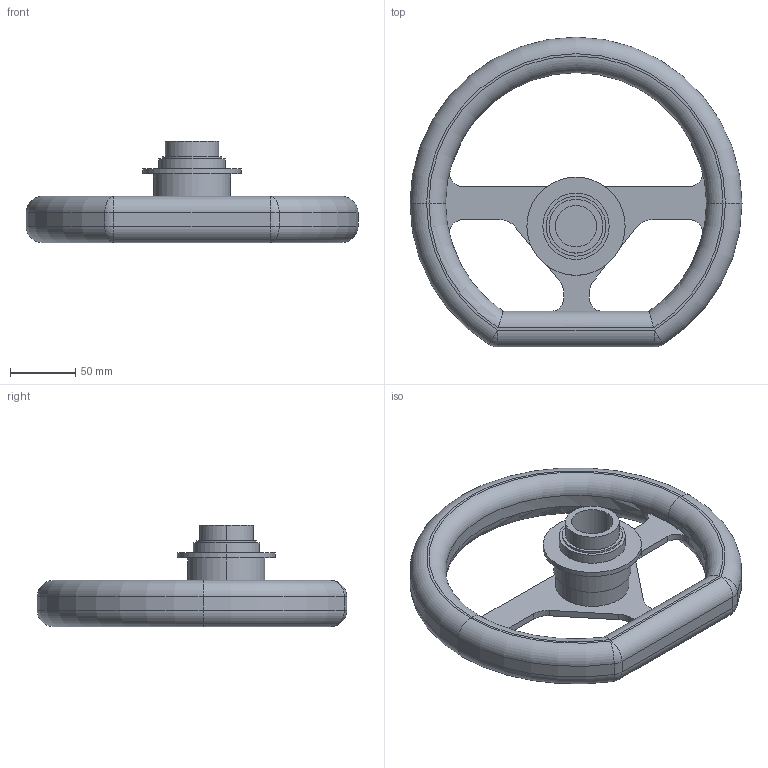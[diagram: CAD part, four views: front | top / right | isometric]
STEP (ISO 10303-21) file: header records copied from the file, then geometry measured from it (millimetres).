
FILE_DESCRIPTION (( 'STEP AP203' ), '1' );
FILE_NAME ('Steering_wheel_Default_sldprt.STEP', '2022-10-03T14:25:30', ( '' ), ( '' ), 'SwSTEP 2.0', 'SolidWorks 2021', '' );
FILE_SCHEMA (( 'CONFIG_CONTROL_DESIGN' ));
Length unit declared in the file: inch
Products named in the file (1): Steering_wheel_Default_sldprt
Bounding box: 254 x 236.99 x 77.47 mm (x, y, z)
Volume: 724085.8 mm3; surface area: 112016.7 mm2
Topology: 1 solids, 1 shells, 74 faces, 183 edges, 110 vertices
Faces by surface type: cylinder 38, plane 20, torus 12, sphere 4
Entity records: 2382 total; most frequent: CARTESIAN_POINT 480, DIRECTION 429, ORIENTED_EDGE 358, EDGE_CURVE 179, AXIS2_PLACEMENT_3D 179, VERTEX_POINT 110, CIRCLE 104, EDGE_LOOP 83
